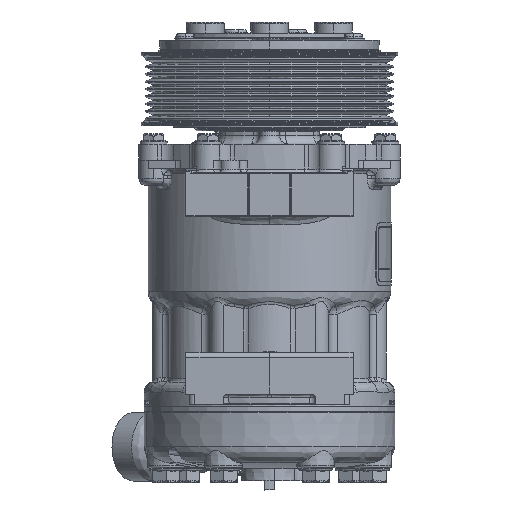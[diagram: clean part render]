
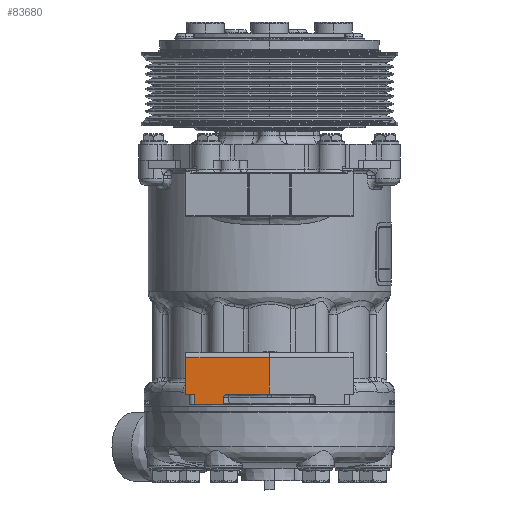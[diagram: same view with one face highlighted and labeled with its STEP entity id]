
A CAD part, front view. The second image highlights one B-rep face of the part: STEP entity #83680.
In plain terms, the highlighted planar face has unit normal (-0.049, -0.999, 0).
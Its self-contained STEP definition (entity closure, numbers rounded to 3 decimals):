
#37839 = CARTESIAN_POINT ( 'NONE',  ( -5.146, -50.748, -20.043 ) ) ;
#37945 = LINE ( 'NONE', #38032, #38031 ) ;
#37959 = CARTESIAN_POINT ( 'NONE',  ( 16.735, -51.815, -18.582 ) ) ;
#37974 = CARTESIAN_POINT ( 'NONE',  ( -3.647, -50.821, -18.582 ) ) ;
#38030 = DIRECTION ( 'NONE',  ( -0.999, 0.049, 0. ) ) ;
#38031 = VECTOR ( 'NONE', #38030, 1000. ) ;
#38032 = CARTESIAN_POINT ( 'NONE',  ( 16.735, -51.815, -18.582 ) ) ;
#38091 = CARTESIAN_POINT ( 'NONE',  ( -5.226, -50.744, -23.083 ) ) ;
#38172 = DIRECTION ( 'NONE',  ( -0.026, 0.001, -1. ) ) ;
#38173 = VECTOR ( 'NONE', #38172, 1000. ) ;
#38174 = CARTESIAN_POINT ( 'NONE',  ( -5.146, -50.748, -20.043 ) ) ;
#38175 = LINE ( 'NONE', #38174, #38173 ) ;
#38333 = CARTESIAN_POINT ( 'NONE',  ( -5.146, -50.748, -20.043 ) ) ;
#38334 = CARTESIAN_POINT ( 'NONE',  ( -5.141, -50.748, -19.861 ) ) ;
#38335 = CARTESIAN_POINT ( 'NONE',  ( -5.103, -50.75, -19.674 ) ) ;
#38336 = CARTESIAN_POINT ( 'NONE',  ( -4.952, -50.758, -19.318 ) ) ;
#38337 = CARTESIAN_POINT ( 'NONE',  ( -4.84, -50.763, -19.15 ) ) ;
#38338 = CARTESIAN_POINT ( 'NONE',  ( -4.691, -50.77, -19.005 ) ) ;
#38339 = CARTESIAN_POINT ( 'NONE',  ( -4.69, -50.77, -19.005 ) ) ;
#38340 = CARTESIAN_POINT ( 'NONE',  ( -4.687, -50.77, -19.002 ) ) ;
#38341 = CARTESIAN_POINT ( 'NONE',  ( -4.683, -50.771, -18.998 ) ) ;
#38342 = CARTESIAN_POINT ( 'NONE',  ( -4.672, -50.771, -18.987 ) ) ;
#38343 = CARTESIAN_POINT ( 'NONE',  ( -4.65, -50.772, -18.967 ) ) ;
#38344 = CARTESIAN_POINT ( 'NONE',  ( -4.63, -50.773, -18.949 ) ) ;
#38345 = CARTESIAN_POINT ( 'NONE',  ( -4.588, -50.775, -18.914 ) ) ;
#38346 = CARTESIAN_POINT ( 'NONE',  ( -4.558, -50.777, -18.89 ) ) ;
#38347 = CARTESIAN_POINT ( 'NONE',  ( -4.459, -50.782, -18.819 ) ) ;
#38348 = CARTESIAN_POINT ( 'NONE',  ( -4.384, -50.786, -18.772 ) ) ;
#38349 = CARTESIAN_POINT ( 'NONE',  ( -4.122, -50.798, -18.646 ) ) ;
#38350 = CARTESIAN_POINT ( 'NONE',  ( -3.902, -50.809, -18.582 ) ) ;
#38353 = CARTESIAN_POINT ( 'NONE',  ( -3.647, -50.821, -18.582 ) ) ;
#38354 = B_SPLINE_CURVE_WITH_KNOTS ( 'NONE', 3,
 ( #38353, #38350, #38349, #38348, #38347, #38346, #38345, #38344, #38343, #38342, #38341, #38340, #38339, #38338, #38337, #38336, #38335, #38334, #38333 ),
 .UNSPECIFIED., .F., .F.,
 ( 4, 2, 2, 2, 1, 1, 1, 2, 2, 2, 4 ),
 ( 0., 0.25, 0.375, 0.438, 0.469, 0.484, 0.492, 0.496, 0.5, 0.75, 1. ),
 .UNSPECIFIED. ) ;
#38723 = DIRECTION ( 'NONE',  ( -0.725, 0.035, -0.688 ) ) ;
#38724 = VECTOR ( 'NONE', #38723, 1000. ) ;
#38732 = CARTESIAN_POINT ( 'NONE',  ( -5.226, -50.744, -23.083 ) ) ;
#38733 = LINE ( 'NONE', #38732, #38724 ) ;
#38743 = CARTESIAN_POINT ( 'NONE',  ( -5.752, -50.719, -23.582 ) ) ;
#41469 = DIRECTION ( 'NONE',  ( 0., 0., -1. ) ) ;
#41470 = CARTESIAN_POINT ( 'NONE',  ( 16.735, -51.815, -23.582 ) ) ;
#41489 = LINE ( 'NONE', #41470, #41508 ) ;
#41504 = CARTESIAN_POINT ( 'NONE',  ( 16.735, -51.815, -1.082 ) ) ;
#41508 = VECTOR ( 'NONE', #41469, 1000. ) ;
#41517 = CARTESIAN_POINT ( 'NONE',  ( -19.387, -50.053, -18.582 ) ) ;
#41518 = DIRECTION ( 'NONE',  ( 0.049, 0.999, 0. ) ) ;
#41524 = FACE_OUTER_BOUND ( 'NONE', #84003, .T. ) ;
#41536 = PLANE ( 'NONE',  #41568 ) ;
#41564 = DIRECTION ( 'NONE',  ( -0.999, 0.049, 0. ) ) ;
#41565 = VECTOR ( 'NONE', #41564, 1000. ) ;
#41566 = CARTESIAN_POINT ( 'NONE',  ( -5.752, -50.719, -23.582 ) ) ;
#41567 = CARTESIAN_POINT ( 'NONE',  ( 16.735, -51.815, -23.582 ) ) ;
#41568 = AXIS2_PLACEMENT_3D ( 'NONE', #41567, #41518, #41572 ) ;
#41569 = LINE ( 'NONE', #41566, #41565 ) ;
#41570 = CARTESIAN_POINT ( 'NONE',  ( -23.265, -49.864, -18.582 ) ) ;
#41572 = DIRECTION ( 'NONE',  ( -0.999, 0.049, 0. ) ) ;
#41666 = DIRECTION ( 'NONE',  ( 0.999, -0.049, 0. ) ) ;
#41667 = VECTOR ( 'NONE', #41666, 1000. ) ;
#41674 = CARTESIAN_POINT ( 'NONE',  ( -23.628, -49.847, -1.082 ) ) ;
#41675 = LINE ( 'NONE', #41674, #41667 ) ;
#41758 = LINE ( 'NONE', #41832, #41831 ) ;
#41775 = CARTESIAN_POINT ( 'NONE',  ( -19.387, -50.053, -23.582 ) ) ;
#41776 = DIRECTION ( 'NONE',  ( -0.999, 0.049, 0. ) ) ;
#41777 = VECTOR ( 'NONE', #41776, 1000. ) ;
#41796 = CARTESIAN_POINT ( 'NONE',  ( -19.387, -50.053, -18.582 ) ) ;
#41797 = LINE ( 'NONE', #41796, #41777 ) ;
#41830 = DIRECTION ( 'NONE',  ( 0., 0., 1. ) ) ;
#41831 = VECTOR ( 'NONE', #41830, 1000. ) ;
#41832 = CARTESIAN_POINT ( 'NONE',  ( -19.387, -50.053, -23.582 ) ) ;
#42085 = CARTESIAN_POINT ( 'NONE',  ( -23.265, -49.864, -1.082 ) ) ;
#42093 = CARTESIAN_POINT ( 'NONE',  ( -23.265, -49.864, 1.418 ) ) ;
#42153 = DIRECTION ( 'NONE',  ( 0., 0., -1. ) ) ;
#42154 = VECTOR ( 'NONE', #42153, 1000. ) ;
#42158 = LINE ( 'NONE', #42093, #42154 ) ;
#82140 = VERTEX_POINT ( 'NONE', #37839 ) ;
#82159 = VERTEX_POINT ( 'NONE', #37974 ) ;
#82161 = VERTEX_POINT ( 'NONE', #37959 ) ;
#82192 = EDGE_CURVE ( 'NONE', #82161, #82159, #37945, .T. ) ;
#82291 = EDGE_CURVE ( 'NONE', #82140, #82308, #38175, .T. ) ;
#82308 = VERTEX_POINT ( 'NONE', #38091 ) ;
#82347 = EDGE_CURVE ( 'NONE', #82159, #82140, #38354, .T. ) ;
#82639 = VERTEX_POINT ( 'NONE', #38743 ) ;
#82662 = EDGE_CURVE ( 'NONE', #82308, #82639, #38733, .T. ) ;
#83356 = ORIENTED_EDGE ( 'NONE', *, *, #82192, .F. ) ;
#83580 = EDGE_CURVE ( 'NONE', #83616, #82161, #41489, .T. ) ;
#83616 = VERTEX_POINT ( 'NONE', #41504 ) ;
#83668 = VERTEX_POINT ( 'NONE', #41517 ) ;
#83670 = ORIENTED_EDGE ( 'NONE', *, *, #82662, .F. ) ;
#83672 = ORIENTED_EDGE ( 'NONE', *, *, #83914, .F. ) ;
#83675 = EDGE_CURVE ( 'NONE', #82639, #83912, #41569, .T. ) ;
#83680 = ADVANCED_FACE ( 'NONE', ( #41524 ), #41536, .F. ) ;
#83683 = ORIENTED_EDGE ( 'NONE', *, *, #83675, .F. ) ;
#83685 = VERTEX_POINT ( 'NONE', #41570 ) ;
#83790 = EDGE_CURVE ( 'NONE', #83973, #83616, #41675, .T. ) ;
#83895 = EDGE_CURVE ( 'NONE', #83668, #83685, #41797, .T. ) ;
#83912 = VERTEX_POINT ( 'NONE', #41775 ) ;
#83914 = EDGE_CURVE ( 'NONE', #83912, #83668, #41758, .T. ) ;
#83973 = VERTEX_POINT ( 'NONE', #42085 ) ;
#83987 = EDGE_CURVE ( 'NONE', #83973, #83685, #42158, .T. ) ;
#83996 = ORIENTED_EDGE ( 'NONE', *, *, #83790, .F. ) ;
#83998 = ORIENTED_EDGE ( 'NONE', *, *, #83895, .F. ) ;
#84000 = ORIENTED_EDGE ( 'NONE', *, *, #83987, .T. ) ;
#84003 = EDGE_LOOP ( 'NONE', ( #83996, #84000, #83998, #83672, #83683, #83670, #84005, #84007, #83356, #84108 ) ) ;
#84005 = ORIENTED_EDGE ( 'NONE', *, *, #82291, .F. ) ;
#84007 = ORIENTED_EDGE ( 'NONE', *, *, #82347, .F. ) ;
#84108 = ORIENTED_EDGE ( 'NONE', *, *, #83580, .F. ) ;
